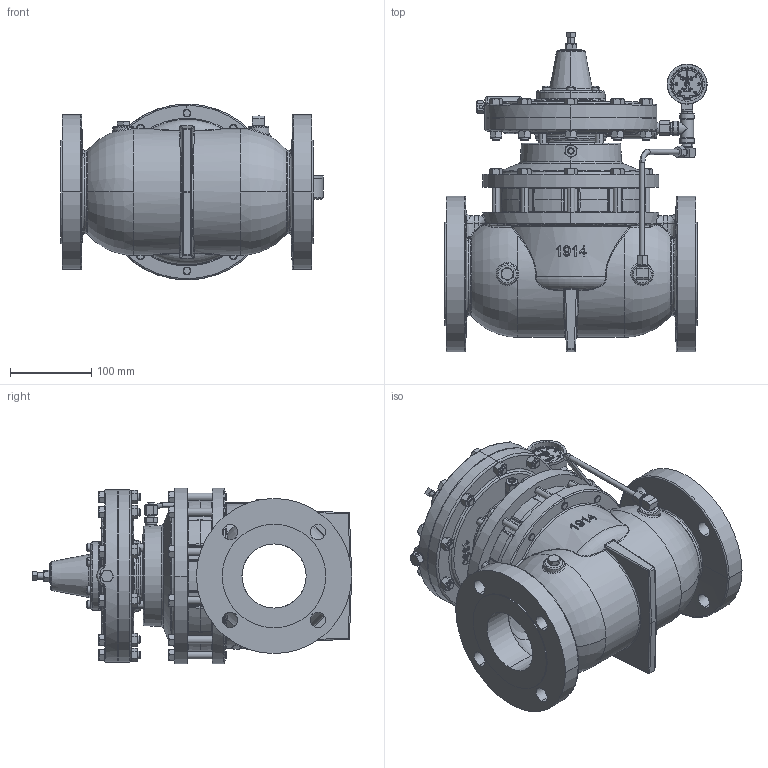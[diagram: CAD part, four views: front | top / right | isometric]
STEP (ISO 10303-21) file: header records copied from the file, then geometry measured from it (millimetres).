
FILE_DESCRIPTION (( 'STEP AP203' ), '1' );
FILE_NAME ('3 INCH 3.5 FGT OBPA (AAM5).STEP', '2014-05-08T14:02:06', ( 'PCTech' ), ( 'Microsoft' ), 'SwSTEP 2.0', 'SolidWorks 2014', '' );
FILE_SCHEMA (( 'CONFIG_CONTROL_DESIGN' ));
Products named in the file (1): 3 INCH 3.5 FGT OBPA (AAM5)
Bounding box: 321.98 x 391.88 x 215.9 mm (x, y, z)
Volume: 7508461.3 mm3; surface area: 650219.7 mm2
Topology: 1 solids, 1 shells, 4143 faces, 10430 edges, 6486 vertices
Faces by surface type: plane 1874, bspline 888, cylinder 580, cone 439, torus 224, sphere 138
Entity records: 176823 total; most frequent: CARTESIAN_POINT 84373, ORIENTED_EDGE 20640, DIRECTION 16742, EDGE_CURVE 10320, VERTEX_POINT 6484, AXIS2_PLACEMENT_3D 5813, LINE 5116, VECTOR 5116
